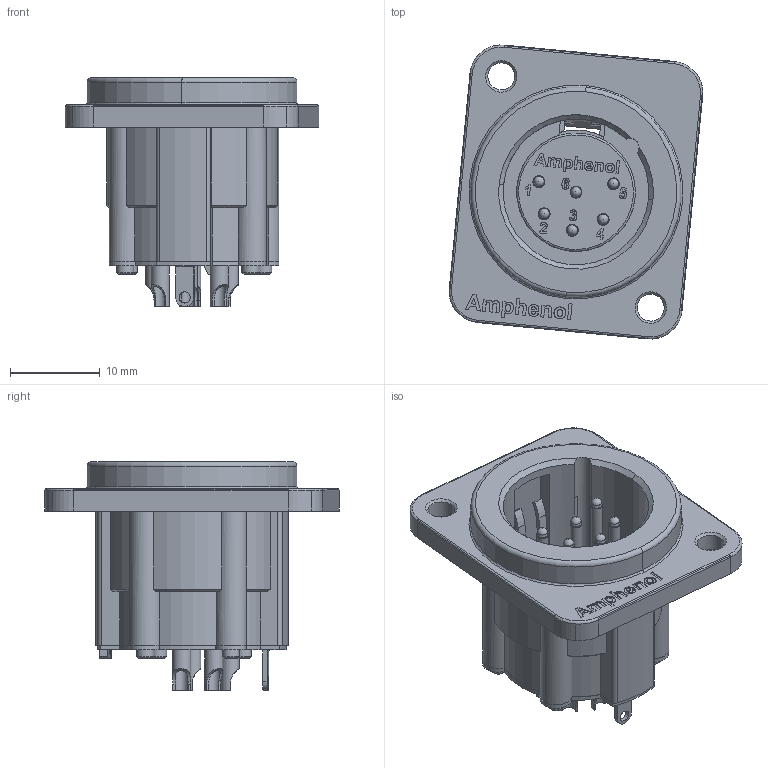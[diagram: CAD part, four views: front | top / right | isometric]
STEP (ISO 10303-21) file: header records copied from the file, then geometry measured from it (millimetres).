
FILE_DESCRIPTION(/* description */ (''),/* implementation_level */ '2;1');
FILE_NAME(/* name */ 'AX6AMD-M3.stp',/* time_stamp */ '2020-03-24T13:00:57+11:00',/* author */ ('minh'),/* organization */ (''),/* preprocessor_version */ 'ST-DEVELOPER v16.1',/* originating_system */ 'Autodesk Inventor 2016',/* authorisation */ '');
FILE_SCHEMA (('AUTOMOTIVE_DESIGN { 1 0 10303 214 3 1 1 }'));
Length unit declared in the file: inch
Products named in the file (1): AX6AMD-M3_Shrinkwrap_1
Bounding box: 28.2 x 32.7 x 25.45 mm (x, y, z)
Surface area: 5422 mm2 (no closed solid volume)
Topology: 0 solids, 67 shells, 316 faces, 1624 edges, 1335 vertices
Faces by surface type: plane 140, cylinder 118, cone 27, torus 11, sphere 10, bspline 10
Full cylindrical faces by diameter (mm): 1 x4, 1.25 x1, 1.27 x6, 1.45 x6, 1.9 x4, 2 x6, 2.16 x3, 3 x2
Entity records: 18069 total; most frequent: CARTESIAN_POINT 6271, ORIENTED_EDGE 2121, DIRECTION 1999, EDGE_CURVE 1528, VERTEX_POINT 1304, LINE 719, VECTOR 719, AXIS2_PLACEMENT_3D 640
